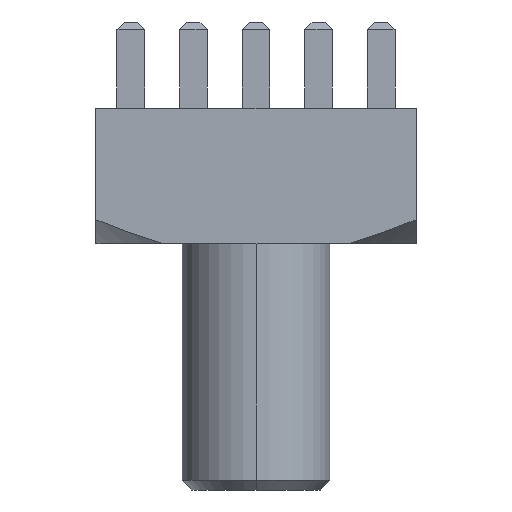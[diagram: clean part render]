
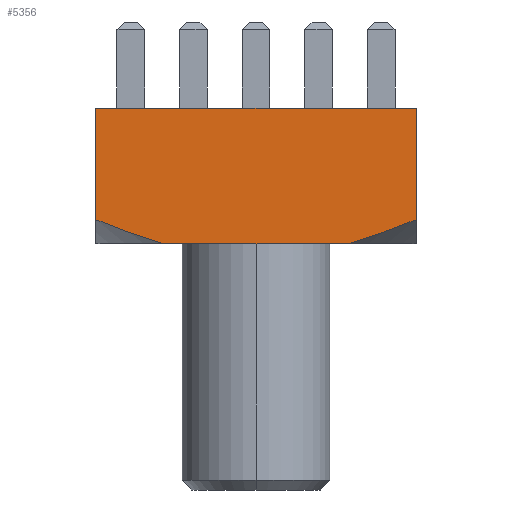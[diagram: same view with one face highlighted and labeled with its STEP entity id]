
A CAD part, left-side view. The second image highlights one B-rep face of the part: STEP entity #5356.
In plain terms, the highlighted planar face has unit normal (-1, 0, 0).
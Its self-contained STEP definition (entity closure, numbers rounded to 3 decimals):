
#842 = VECTOR ( 'NONE', #996, 1000. ) ;
#865 = VECTOR ( 'NONE', #2675, 1000. ) ;
#915 = VECTOR ( 'NONE', #1021, 1000. ) ;
#961 = AXIS2_PLACEMENT_3D ( 'NONE', #1169, #1180, #1181 ) ;
#990 = LINE ( 'NONE', #995, #842 ) ;
#995 = CARTESIAN_POINT ( 'NONE',  ( -6.5, -6.5, 0. ) ) ;
#996 = DIRECTION ( 'NONE',  ( 0., -1., 0. ) ) ;
#1009 = CARTESIAN_POINT ( 'NONE',  ( -6.5, 6.5, 5.5 ) ) ;
#1010 = LINE ( 'NONE', #1009, #915 ) ;
#1016 = CARTESIAN_POINT ( 'NONE',  ( -6.5, 6.5, 0.977 ) ) ;
#1017 = CARTESIAN_POINT ( 'NONE',  ( -6.5, 5.594, 0.607 ) ) ;
#1021 = DIRECTION ( 'NONE',  ( 0., 0., -1. ) ) ;
#1022 = CARTESIAN_POINT ( 'NONE',  ( -6.5, -4.211, 0.135 ) ) ;
#1023 = CARTESIAN_POINT ( 'NONE',  ( -6.5, -3.742, 0. ) ) ;
#1024 = CARTESIAN_POINT ( 'NONE',  ( -6.5, 4.676, 0.269 ) ) ;
#1025 = CARTESIAN_POINT ( 'NONE',  ( -6.5, 3.742, 0. ) ) ;
#1027 = CARTESIAN_POINT ( 'NONE',  ( -6.5, -4.677, 0.289 ) ) ;
#1028 = CARTESIAN_POINT ( 'NONE',  ( -6.5, -5.596, 0.617 ) ) ;
#1029 = CARTESIAN_POINT ( 'NONE',  ( -6.5, -6.05, 0.793 ) ) ;
#1030 = CARTESIAN_POINT ( 'NONE',  ( -6.5, -6.5, 0.977 ) ) ;
#1169 = CARTESIAN_POINT ( 'NONE',  ( -6.5, -6.5, 5.5 ) ) ;
#1177 = FACE_OUTER_BOUND ( 'NONE', #3007, .T. ) ;
#1178 = PLANE ( 'NONE',  #961 ) ;
#1180 = DIRECTION ( 'NONE',  ( 1., 0., 0. ) ) ;
#1181 = DIRECTION ( 'NONE',  ( 0., 0., -1. ) ) ;
#1376 = EDGE_CURVE ( 'NONE', #4339, #4524, #3938, .T. ) ;
#1885 = CARTESIAN_POINT ( 'NONE',  ( -6.5, 6.5, 5.5 ) ) ;
#1910 = CARTESIAN_POINT ( 'NONE',  ( -6.5, -6.5, 5.5 ) ) ;
#2053 = CARTESIAN_POINT ( 'NONE',  ( -6.5, -6.5, 0.977 ) ) ;
#2054 = CARTESIAN_POINT ( 'NONE',  ( -6.5, 6.5, 0.977 ) ) ;
#2063 = CARTESIAN_POINT ( 'NONE',  ( -6.5, 3.742, 0. ) ) ;
#2066 = CARTESIAN_POINT ( 'NONE',  ( -6.5, -3.742, 0. ) ) ;
#2673 = LINE ( 'NONE', #2674, #865 ) ;
#2674 = CARTESIAN_POINT ( 'NONE',  ( -6.5, -6.5, 5.5 ) ) ;
#2675 = DIRECTION ( 'NONE',  ( 0., -1., 0. ) ) ;
#3007 = EDGE_LOOP ( 'NONE', ( #3308, #3329, #3330, #3331, #3332, #3334 ) ) ;
#3308 = ORIENTED_EDGE ( 'NONE', *, *, #5188, .T. ) ;
#3329 = ORIENTED_EDGE ( 'NONE', *, *, #5189, .T. ) ;
#3330 = ORIENTED_EDGE ( 'NONE', *, *, #5180, .T. ) ;
#3331 = ORIENTED_EDGE ( 'NONE', *, *, #5190, .T. ) ;
#3332 = ORIENTED_EDGE ( 'NONE', *, *, #1376, .F. ) ;
#3334 = ORIENTED_EDGE ( 'NONE', *, *, #5159, .F. ) ;
#3450 = B_SPLINE_CURVE_WITH_KNOTS ( 'NONE', 3,
 ( #1016, #1017, #1024, #1025 ),
 .UNSPECIFIED., .F., .F.,
 ( 4, 4 ),
 ( 0.009, 0.012 ),
 .UNSPECIFIED. ) ;
#3454 = B_SPLINE_CURVE_WITH_KNOTS ( 'NONE', 3,
 ( #1023, #1022, #1027, #1028, #1029, #1030 ),
 .UNSPECIFIED., .F., .F.,
 ( 4, 2, 4 ),
 ( 0.019, 0.021, 0.022 ),
 .UNSPECIFIED. ) ;
#3938 = LINE ( 'NONE', #3940, #5515 ) ;
#3940 = CARTESIAN_POINT ( 'NONE',  ( -6.5, -6.5, 5.5 ) ) ;
#3941 = DIRECTION ( 'NONE',  ( 0., 0., -1. ) ) ;
#4314 = VERTEX_POINT ( 'NONE', #1885 ) ;
#4339 = VERTEX_POINT ( 'NONE', #1910 ) ;
#4524 = VERTEX_POINT ( 'NONE', #2053 ) ;
#4525 = VERTEX_POINT ( 'NONE', #2054 ) ;
#4534 = VERTEX_POINT ( 'NONE', #2063 ) ;
#4537 = VERTEX_POINT ( 'NONE', #2066 ) ;
#5159 = EDGE_CURVE ( 'NONE', #4314, #4339, #2673, .T. ) ;
#5180 = EDGE_CURVE ( 'NONE', #4534, #4537, #990, .T. ) ;
#5188 = EDGE_CURVE ( 'NONE', #4314, #4525, #1010, .T. ) ;
#5189 = EDGE_CURVE ( 'NONE', #4525, #4534, #3450, .T. ) ;
#5190 = EDGE_CURVE ( 'NONE', #4537, #4524, #3454, .T. ) ;
#5356 = ADVANCED_FACE ( 'NONE', ( #1177 ), #1178, .F. ) ;
#5515 = VECTOR ( 'NONE', #3941, 1000. ) ;
